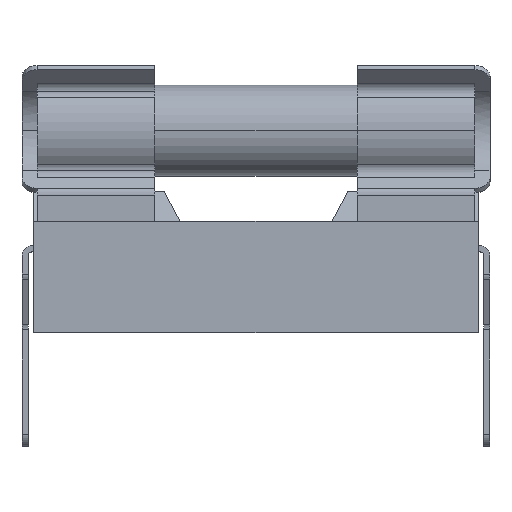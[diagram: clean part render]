
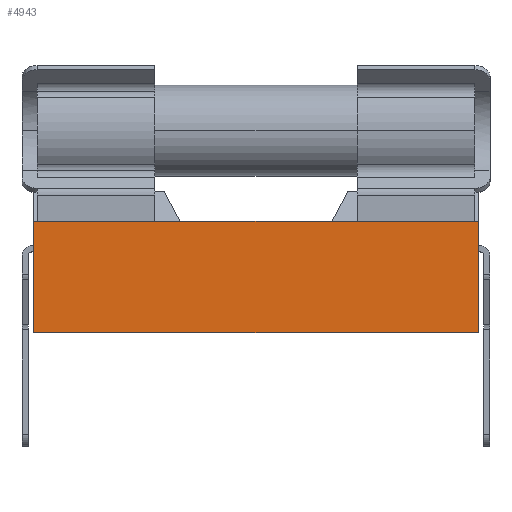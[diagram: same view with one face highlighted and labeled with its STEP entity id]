
A CAD part, top view. The second image highlights one B-rep face of the part: STEP entity #4943.
In plain terms, the highlighted planar face has unit normal (0, 0, 1).
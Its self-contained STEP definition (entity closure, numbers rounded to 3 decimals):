
#468 = CARTESIAN_POINT ( 'NONE',  ( 11., 0., 4.5 ) ) ;
#792 = VECTOR ( 'NONE', #2368, 1000. ) ;
#1067 = CARTESIAN_POINT ( 'NONE',  ( -11., 5.5, 4.5 ) ) ;
#1501 = DIRECTION ( 'NONE',  ( 0., -1., 0. ) ) ;
#1710 = CARTESIAN_POINT ( 'NONE',  ( -11., 0., 4.5 ) ) ;
#1765 = PLANE ( 'NONE',  #1951 ) ;
#1807 = LINE ( 'NONE', #4913, #792 ) ;
#1846 = LINE ( 'NONE', #1710, #4113 ) ;
#1911 = EDGE_CURVE ( 'NONE', #3736, #2755, #2251, .T. ) ;
#1951 = AXIS2_PLACEMENT_3D ( 'NONE', #3871, #2180, #5157 ) ;
#2001 = VECTOR ( 'NONE', #1501, 1000. ) ;
#2180 = DIRECTION ( 'NONE',  ( 0., 0., -1. ) ) ;
#2211 = CARTESIAN_POINT ( 'NONE',  ( -11., 5.5, 4.5 ) ) ;
#2251 = LINE ( 'NONE', #1067, #2001 ) ;
#2368 = DIRECTION ( 'NONE',  ( 0., -1., 0. ) ) ;
#2461 = FACE_OUTER_BOUND ( 'NONE', #4966, .T. ) ;
#2464 = ORIENTED_EDGE ( 'NONE', *, *, #3156, .F. ) ;
#2580 = ORIENTED_EDGE ( 'NONE', *, *, #1911, .T. ) ;
#2640 = DIRECTION ( 'NONE',  ( 1., 0., 0. ) ) ;
#2755 = VERTEX_POINT ( 'NONE', #3749 ) ;
#2813 = VERTEX_POINT ( 'NONE', #3348 ) ;
#2882 = EDGE_CURVE ( 'NONE', #2755, #4249, #1846, .T. ) ;
#3156 = EDGE_CURVE ( 'NONE', #3736, #2813, #3628, .T. ) ;
#3348 = CARTESIAN_POINT ( 'NONE',  ( 11., 5.5, 4.5 ) ) ;
#3492 = VECTOR ( 'NONE', #2640, 1000. ) ;
#3628 = LINE ( 'NONE', #2211, #3492 ) ;
#3736 = VERTEX_POINT ( 'NONE', #3956 ) ;
#3749 = CARTESIAN_POINT ( 'NONE',  ( -11., 0., 4.5 ) ) ;
#3843 = DIRECTION ( 'NONE',  ( 1., 0., 0. ) ) ;
#3871 = CARTESIAN_POINT ( 'NONE',  ( -11., 5.5, 4.5 ) ) ;
#3956 = CARTESIAN_POINT ( 'NONE',  ( -11., 5.5, 4.5 ) ) ;
#4113 = VECTOR ( 'NONE', #3843, 1000. ) ;
#4249 = VERTEX_POINT ( 'NONE', #468 ) ;
#4518 = ORIENTED_EDGE ( 'NONE', *, *, #2882, .T. ) ;
#4589 = EDGE_CURVE ( 'NONE', #2813, #4249, #1807, .T. ) ;
#4913 = CARTESIAN_POINT ( 'NONE',  ( 11., 5.5, 4.5 ) ) ;
#4940 = ORIENTED_EDGE ( 'NONE', *, *, #4589, .F. ) ;
#4943 = ADVANCED_FACE ( 'NONE', ( #2461 ), #1765, .F. ) ;
#4966 = EDGE_LOOP ( 'NONE', ( #4518, #4940, #2464, #2580 ) ) ;
#5157 = DIRECTION ( 'NONE',  ( -1., 0., 0. ) ) ;
